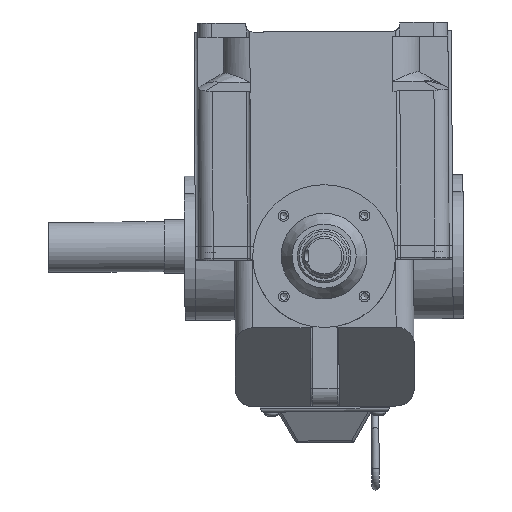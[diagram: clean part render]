
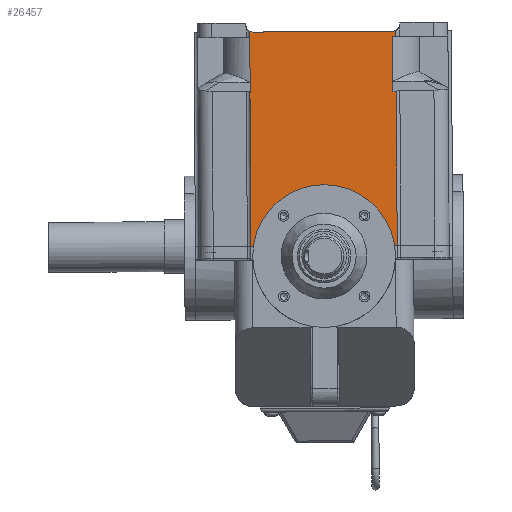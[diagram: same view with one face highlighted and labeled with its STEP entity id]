
A CAD part, left-side view. The second image highlights one B-rep face of the part: STEP entity #26457.
In plain terms, the highlighted face is planar.
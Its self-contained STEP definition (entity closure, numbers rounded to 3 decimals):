
#2035=FACE_BOUND('',#5235,.T.);
#2036=FACE_BOUND('',#5236,.T.);
#2268=PLANE('',#29908);
#3594=FACE_OUTER_BOUND('',#5234,.T.);
#5234=EDGE_LOOP('',(#22856,#22857,#22858,#22859,#22860,#22861,#22862,#22863,
#22864,#22865,#22866,#22867,#22868,#22869,#22870,#22871));
#5235=EDGE_LOOP('',(#22872,#22873));
#5236=EDGE_LOOP('',(#22874,#22875));
#6298=LINE('',#53113,#7466);
#6302=LINE('',#53129,#7470);
#6313=LINE('',#53271,#7481);
#6321=LINE('',#53292,#7489);
#6340=LINE('',#53341,#7508);
#6354=LINE('',#53393,#7522);
#6364=LINE('',#53427,#7532);
#6409=LINE('',#53692,#7577);
#6411=LINE('',#53697,#7579);
#6412=LINE('',#53700,#7580);
#6413=LINE('',#53701,#7581);
#6414=LINE('',#53703,#7582);
#6415=LINE('',#53707,#7583);
#7466=VECTOR('',#36556,10.);
#7470=VECTOR('',#36570,10.);
#7481=VECTOR('',#36601,10.);
#7489=VECTOR('',#36623,10.);
#7508=VECTOR('',#36664,10.);
#7522=VECTOR('',#36696,10.);
#7532=VECTOR('',#36726,10.);
#7577=VECTOR('',#37013,10.);
#7579=VECTOR('',#37019,10.);
#7580=VECTOR('',#37022,10.);
#7581=VECTOR('',#37023,10.);
#7582=VECTOR('',#37024,10.);
#7583=VECTOR('',#37027,10.);
#9719=CIRCLE('',#29849,2.);
#9720=CIRCLE('',#29850,2.);
#9723=CIRCLE('',#29855,2.);
#9724=CIRCLE('',#29856,2.);
#9757=CIRCLE('',#29909,27.5);
#9758=CIRCLE('',#29910,4.);
#9759=CIRCLE('',#29911,4.);
#11983=VERTEX_POINT('',#53110);
#11984=VERTEX_POINT('',#53112);
#11990=VERTEX_POINT('',#53126);
#11991=VERTEX_POINT('',#53128);
#12006=VERTEX_POINT('',#53268);
#12007=VERTEX_POINT('',#53270);
#12032=VERTEX_POINT('',#53340);
#12048=VERTEX_POINT('',#53390);
#12049=VERTEX_POINT('',#53392);
#12062=VERTEX_POINT('',#53424);
#12063=VERTEX_POINT('',#53426);
#12116=VERTEX_POINT('',#53566);
#12117=VERTEX_POINT('',#53568);
#12121=VERTEX_POINT('',#53579);
#12122=VERTEX_POINT('',#53581);
#12162=VERTEX_POINT('',#53691);
#12164=VERTEX_POINT('',#53698);
#12165=VERTEX_POINT('',#53702);
#12166=VERTEX_POINT('',#53704);
#12167=VERTEX_POINT('',#53706);
#15640=EDGE_CURVE('',#11984,#11983,#6298,.T.);
#15648=EDGE_CURVE('',#11991,#11990,#6302,.T.);
#15669=EDGE_CURVE('',#12007,#12006,#6313,.T.);
#15680=EDGE_CURVE('',#11983,#11991,#6321,.T.);
#15704=EDGE_CURVE('',#12032,#11984,#6340,.T.);
#15724=EDGE_CURVE('',#12049,#12048,#6354,.T.);
#15741=EDGE_CURVE('',#12063,#12062,#6364,.T.);
#15807=EDGE_CURVE('',#12117,#12116,#9719,.T.);
#15808=EDGE_CURVE('',#12116,#12117,#9720,.T.);
#15813=EDGE_CURVE('',#12122,#12121,#9723,.T.);
#15814=EDGE_CURVE('',#12121,#12122,#9724,.T.);
#15864=EDGE_CURVE('',#12007,#12162,#6409,.F.);
#15867=EDGE_CURVE('',#11990,#12049,#6411,.T.);
#15868=EDGE_CURVE('',#12048,#12164,#9757,.T.);
#15869=EDGE_CURVE('',#12164,#12162,#6412,.T.);
#15870=EDGE_CURVE('',#12006,#12063,#6413,.T.);
#15871=EDGE_CURVE('',#12165,#12062,#6414,.F.);
#15872=EDGE_CURVE('',#12166,#12165,#9758,.T.);
#15873=EDGE_CURVE('',#12166,#12167,#6415,.T.);
#15874=EDGE_CURVE('',#12167,#12032,#9759,.F.);
#22856=ORIENTED_EDGE('',*,*,#15648,.T.);
#22857=ORIENTED_EDGE('',*,*,#15867,.T.);
#22858=ORIENTED_EDGE('',*,*,#15724,.T.);
#22859=ORIENTED_EDGE('',*,*,#15868,.T.);
#22860=ORIENTED_EDGE('',*,*,#15869,.T.);
#22861=ORIENTED_EDGE('',*,*,#15864,.F.);
#22862=ORIENTED_EDGE('',*,*,#15669,.T.);
#22863=ORIENTED_EDGE('',*,*,#15870,.T.);
#22864=ORIENTED_EDGE('',*,*,#15741,.T.);
#22865=ORIENTED_EDGE('',*,*,#15871,.F.);
#22866=ORIENTED_EDGE('',*,*,#15872,.F.);
#22867=ORIENTED_EDGE('',*,*,#15873,.T.);
#22868=ORIENTED_EDGE('',*,*,#15874,.T.);
#22869=ORIENTED_EDGE('',*,*,#15704,.T.);
#22870=ORIENTED_EDGE('',*,*,#15640,.T.);
#22871=ORIENTED_EDGE('',*,*,#15680,.T.);
#22872=ORIENTED_EDGE('',*,*,#15807,.T.);
#22873=ORIENTED_EDGE('',*,*,#15808,.T.);
#22874=ORIENTED_EDGE('',*,*,#15813,.T.);
#22875=ORIENTED_EDGE('',*,*,#15814,.T.);
#26457=ADVANCED_FACE('',(#3594,#2035,#2036),#2268,.T.);
#29849=AXIS2_PLACEMENT_3D('',#53569,#36877,#36878);
#29850=AXIS2_PLACEMENT_3D('',#53570,#36879,#36880);
#29855=AXIS2_PLACEMENT_3D('',#53582,#36891,#36892);
#29856=AXIS2_PLACEMENT_3D('',#53583,#36893,#36894);
#29908=AXIS2_PLACEMENT_3D('',#53696,#37017,#37018);
#29909=AXIS2_PLACEMENT_3D('',#53699,#37020,#37021);
#29910=AXIS2_PLACEMENT_3D('',#53705,#37025,#37026);
#29911=AXIS2_PLACEMENT_3D('',#53708,#37028,#37029);
#36556=DIRECTION('',(0.,-1.,0.));
#36570=DIRECTION('',(0.,1.,0.));
#36601=DIRECTION('',(0.,1.,0.));
#36623=DIRECTION('',(-1.,0.,0.));
#36664=DIRECTION('',(-1.,0.,0.));
#36696=DIRECTION('',(0.,-1.,0.));
#36726=DIRECTION('',(0.,-1.,0.));
#36877=DIRECTION('center_axis',(0.,0.,-1.));
#36878=DIRECTION('ref_axis',(1.,0.,0.));
#36879=DIRECTION('center_axis',(0.,0.,-1.));
#36880=DIRECTION('ref_axis',(1.,0.,0.));
#36891=DIRECTION('center_axis',(0.,0.,-1.));
#36892=DIRECTION('ref_axis',(1.,0.,0.));
#36893=DIRECTION('center_axis',(0.,0.,-1.));
#36894=DIRECTION('ref_axis',(1.,0.,0.));
#37013=DIRECTION('',(1.,0.,0.));
#37017=DIRECTION('center_axis',(0.,0.,1.));
#37018=DIRECTION('ref_axis',(0.,-1.,0.));
#37019=DIRECTION('',(-1.,0.,0.));
#37020=DIRECTION('center_axis',(0.,0.,-1.));
#37021=DIRECTION('ref_axis',(-1.,0.,0.));
#37022=DIRECTION('',(0.,-1.,0.));
#37023=DIRECTION('',(1.,0.,0.));
#37024=DIRECTION('',(1.,0.,0.));
#37025=DIRECTION('center_axis',(0.,0.,1.));
#37026=DIRECTION('ref_axis',(-0.707,-0.707,0.));
#37027=DIRECTION('',(0.,1.,0.));
#37028=DIRECTION('center_axis',(0.,0.,1.));
#37029=DIRECTION('ref_axis',(-0.707,0.707,0.));
#53110=CARTESIAN_POINT('',(117.,91.,22.));
#53112=CARTESIAN_POINT('',(117.,91.1,22.));
#53113=CARTESIAN_POINT('',(117.,118.1,22.));
#53126=CARTESIAN_POINT('',(86.151,91.1,22.));
#53128=CARTESIAN_POINT('',(86.151,91.,22.));
#53129=CARTESIAN_POINT('',(86.151,118.1,22.));
#53268=CARTESIAN_POINT('',(86.151,11.,22.));
#53270=CARTESIAN_POINT('',(86.151,9.1,22.));
#53271=CARTESIAN_POINT('',(86.151,45.1,22.));
#53292=CARTESIAN_POINT('',(52.25,91.,22.));
#53340=CARTESIAN_POINT('',(120.48,91.1,22.));
#53341=CARTESIAN_POINT('',(0.,91.1,22.));
#53390=CARTESIAN_POINT('',(0.,76.988,22.));
#53392=CARTESIAN_POINT('',(0.,91.1,22.));
#53393=CARTESIAN_POINT('',(0.,112.2,22.));
#53424=CARTESIAN_POINT('',(117.,9.1,22.));
#53426=CARTESIAN_POINT('',(117.,11.,22.));
#53427=CARTESIAN_POINT('',(117.,45.1,22.));
#53566=CARTESIAN_POINT('',(14.768,27.384,22.));
#53568=CARTESIAN_POINT('',(18.768,27.384,22.));
#53569=CARTESIAN_POINT('Origin',(16.768,27.384,22.));
#53570=CARTESIAN_POINT('Origin',(16.768,27.384,22.));
#53579=CARTESIAN_POINT('',(14.945,72.639,22.));
#53581=CARTESIAN_POINT('',(18.945,72.639,22.));
#53582=CARTESIAN_POINT('Origin',(16.945,72.639,22.));
#53583=CARTESIAN_POINT('Origin',(16.945,72.639,22.));
#53691=CARTESIAN_POINT('',(0.,9.1,22.));
#53692=CARTESIAN_POINT('',(0.,9.1,22.));
#53696=CARTESIAN_POINT('Origin',(0.,112.2,22.));
#53697=CARTESIAN_POINT('',(0.,91.1,22.));
#53698=CARTESIAN_POINT('',(0.,23.212,22.));
#53699=CARTESIAN_POINT('Origin',(-5.77,50.1,22.));
#53700=CARTESIAN_POINT('',(0.,112.2,22.));
#53701=CARTESIAN_POINT('',(44.538,11.,22.));
#53702=CARTESIAN_POINT('',(120.48,9.1,22.));
#53703=CARTESIAN_POINT('',(0.,9.1,22.));
#53704=CARTESIAN_POINT('',(120.,11.,22.));
#53705=CARTESIAN_POINT('Origin',(124.,11.,22.));
#53706=CARTESIAN_POINT('',(120.,89.2,22.));
#53707=CARTESIAN_POINT('',(120.,102.7,22.));
#53708=CARTESIAN_POINT('Origin',(124.,89.2,22.));
